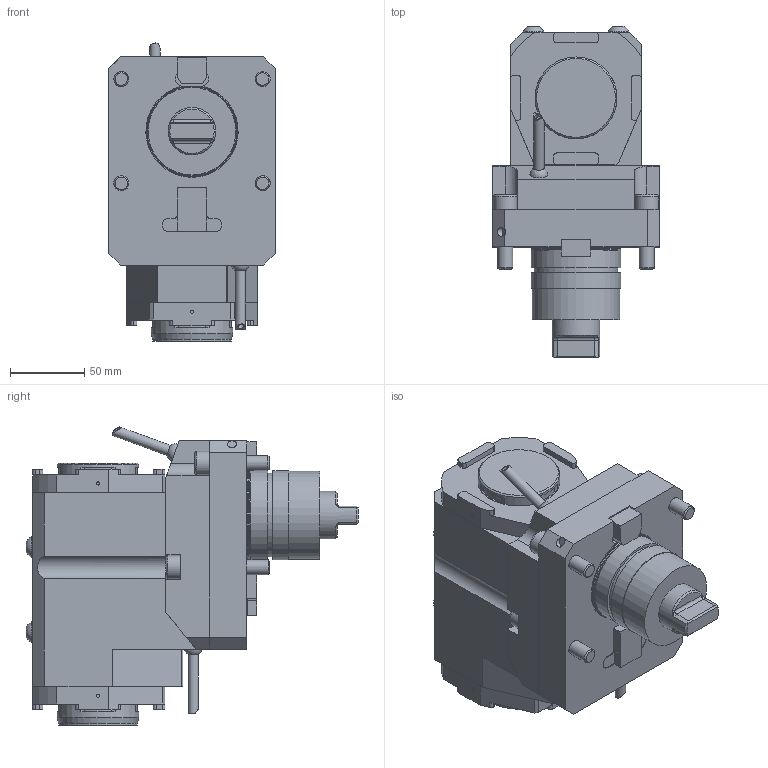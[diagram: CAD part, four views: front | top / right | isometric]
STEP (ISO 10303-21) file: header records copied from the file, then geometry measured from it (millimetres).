
FILE_DESCRIPTION (( 'STEP AP214' ), '1' );
FILE_NAME ('RRPPTAH32I321UTT60.STEP', '2025-11-11T13:06:50', ( '' ), ( '' ), 'SwSTEP 2.0', 'SolidWorks 2023', '' );
FILE_SCHEMA (( 'AUTOMOTIVE_DESIGN' ));
Length unit declared in the file: millimetre
Products named in the file (1): RRPPTAH32I321UTT60
Bounding box: 112 x 223.1 x 200.26 mm (x, y, z)
Volume: 2215377.3 mm3; surface area: 138384.5 mm2
Topology: 1 solids, 1 shells, 681 faces, 1770 edges, 1175 vertices
Faces by surface type: plane 429, cylinder 126, bspline 96, cone 18, torus 6, sphere 6
Full cylindrical faces by diameter (mm): 1.7 x1, 2.1 x1, 4 x2, 6 x1, 6.366 x1, 7 x2, 10 x4, 14 x4, 16 x4, 32 x1, 53 x1, 55 x2, 56.2 x1, 59 x1, 59.6 x1, 60 x2, 67 x1, 74 x1
Entity records: 29566 total; most frequent: CARTESIAN_POINT 9923, ORIENTED_EDGE 3398, DIRECTION 2921, EDGE_CURVE 1699, LINE 1165, VECTOR 1165, VERTEX_POINT 1151, AXIS2_PLACEMENT_3D 878
